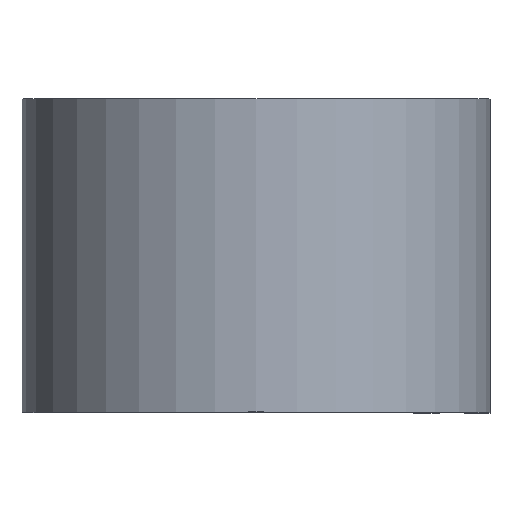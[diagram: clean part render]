
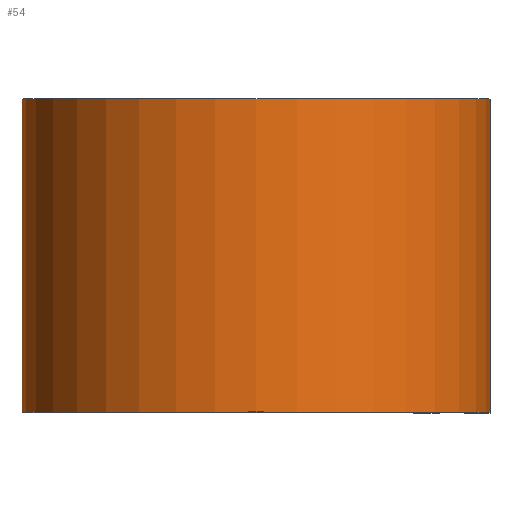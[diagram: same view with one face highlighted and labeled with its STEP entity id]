
A CAD part, top view. The second image highlights one B-rep face of the part: STEP entity #54.
In plain terms, the highlighted cylindrical face has radius 14.224 mm (diameter 28.448 mm), a partial arc.
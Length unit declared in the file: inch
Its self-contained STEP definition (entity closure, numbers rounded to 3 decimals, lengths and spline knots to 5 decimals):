
#51 = CIRCLE ( 'NONE', #600, 0.56 ) ;
#54 = ADVANCED_FACE ( 'NONE', ( #129 ), #501, .T. ) ;
#74 = AXIS2_PLACEMENT_3D ( 'NONE', #522, #593, #338 ) ;
#94 = EDGE_CURVE ( 'NONE', #210, #240, #614, .T. ) ;
#99 = LINE ( 'NONE', #462, #594 ) ;
#108 = VERTEX_POINT ( 'NONE', #412 ) ;
#127 = VECTOR ( 'NONE', #469, 39.37008 ) ;
#129 = FACE_OUTER_BOUND ( 'NONE', #610, .T. ) ;
#139 = ORIENTED_EDGE ( 'NONE', *, *, #576, .T. ) ;
#141 = ORIENTED_EDGE ( 'NONE', *, *, #498, .T. ) ;
#202 = CARTESIAN_POINT ( 'NONE',  ( 0., -0.375, 0. ) ) ;
#210 = VERTEX_POINT ( 'NONE', #337 ) ;
#240 = VERTEX_POINT ( 'NONE', #291 ) ;
#250 = CARTESIAN_POINT ( 'NONE',  ( 0., 0.375, 0. ) ) ;
#268 = DIRECTION ( 'NONE',  ( 1., 0., 0. ) ) ;
#269 = VERTEX_POINT ( 'NONE', #551 ) ;
#280 = ORIENTED_EDGE ( 'NONE', *, *, #436, .F. ) ;
#291 = CARTESIAN_POINT ( 'NONE',  ( 0.56, 0.375, 0. ) ) ;
#296 = DIRECTION ( 'NONE',  ( 0., 1., 0. ) ) ;
#308 = DIRECTION ( 'NONE',  ( 1., 0., 0. ) ) ;
#337 = CARTESIAN_POINT ( 'NONE',  ( 0., 0.375, -0.56 ) ) ;
#338 = DIRECTION ( 'NONE',  ( 0., 0., -1. ) ) ;
#375 = DIRECTION ( 'NONE',  ( 0., -1., 0. ) ) ;
#398 = CARTESIAN_POINT ( 'NONE',  ( 0.56, 0.375, 0. ) ) ;
#412 = CARTESIAN_POINT ( 'NONE',  ( 0., -0.375, -0.56 ) ) ;
#417 = LINE ( 'NONE', #398, #127 ) ;
#429 = AXIS2_PLACEMENT_3D ( 'NONE', #250, #296, #308 ) ;
#436 = EDGE_CURVE ( 'NONE', #240, #269, #417, .T. ) ;
#462 = CARTESIAN_POINT ( 'NONE',  ( 0., 0.375, -0.56 ) ) ;
#469 = DIRECTION ( 'NONE',  ( 0., -1., 0. ) ) ;
#498 = EDGE_CURVE ( 'NONE', #210, #108, #99, .T. ) ;
#501 = CYLINDRICAL_SURFACE ( 'NONE', #74, 0.56 ) ;
#522 = CARTESIAN_POINT ( 'NONE',  ( 0., 0.375, 0. ) ) ;
#528 = DIRECTION ( 'NONE',  ( 0., 1., 0. ) ) ;
#551 = CARTESIAN_POINT ( 'NONE',  ( 0.56, -0.375, 0. ) ) ;
#576 = EDGE_CURVE ( 'NONE', #108, #269, #51, .T. ) ;
#593 = DIRECTION ( 'NONE',  ( 0., -1., 0. ) ) ;
#594 = VECTOR ( 'NONE', #375, 39.37008 ) ;
#600 = AXIS2_PLACEMENT_3D ( 'NONE', #202, #528, #268 ) ;
#610 = EDGE_LOOP ( 'NONE', ( #139, #280, #631, #141 ) ) ;
#614 = CIRCLE ( 'NONE', #429, 0.56 ) ;
#631 = ORIENTED_EDGE ( 'NONE', *, *, #94, .F. ) ;
